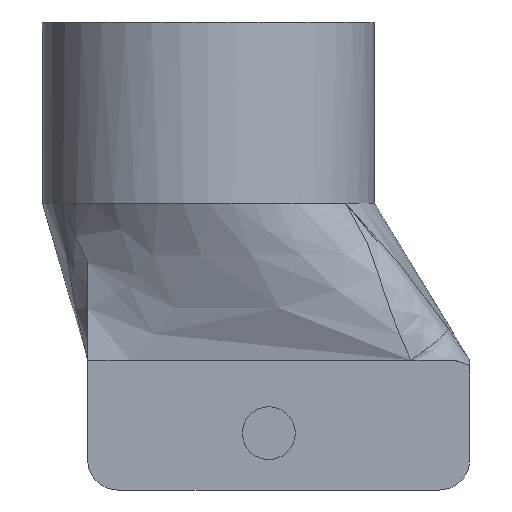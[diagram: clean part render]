
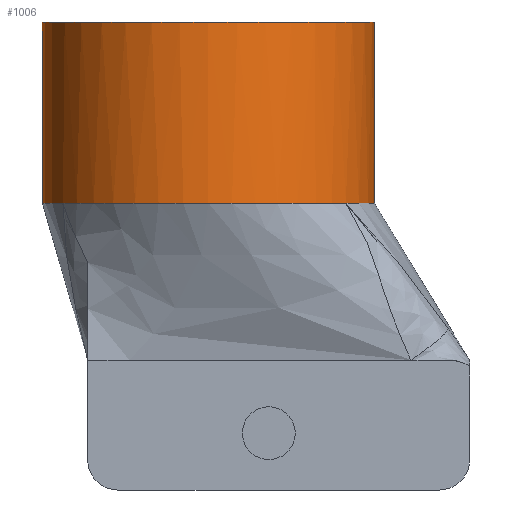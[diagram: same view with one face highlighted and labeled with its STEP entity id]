
A CAD part, left-side view. The second image highlights one B-rep face of the part: STEP entity #1006.
In plain terms, the highlighted cylindrical face has radius 11 mm (diameter 22 mm), a full revolution.
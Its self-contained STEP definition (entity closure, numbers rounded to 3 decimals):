
#112=FACE_OUTER_BOUND('',#167,.T.);
#167=EDGE_LOOP('',(#799,#800,#801,#802,#803,#804,#805,#806,#807,#808));
#245=LINE('',#2067,#338);
#338=VECTOR('',#1229,11.);
#396=CIRCLE('',#1068,11.);
#397=CIRCLE('',#1069,11.);
#398=CIRCLE('',#1070,11.);
#400=CIRCLE('',#1072,11.);
#404=CIRCLE('',#1082,11.);
#405=CIRCLE('',#1083,11.);
#406=CIRCLE('',#1084,11.);
#407=CIRCLE('',#1085,11.);
#448=VERTEX_POINT('',#1493);
#451=VERTEX_POINT('',#1540);
#452=VERTEX_POINT('',#1552);
#453=VERTEX_POINT('',#1554);
#457=VERTEX_POINT('',#1735);
#480=VERTEX_POINT('',#2065);
#481=VERTEX_POINT('',#2068);
#482=VERTEX_POINT('',#2070);
#563=EDGE_CURVE('',#452,#451,#396,.T.);
#564=EDGE_CURVE('',#453,#452,#397,.T.);
#565=EDGE_CURVE('',#448,#453,#398,.T.);
#573=EDGE_CURVE('',#451,#457,#400,.T.);
#605=EDGE_CURVE('',#480,#480,#404,.T.);
#606=EDGE_CURVE('',#480,#453,#245,.T.);
#607=EDGE_CURVE('',#457,#481,#405,.T.);
#608=EDGE_CURVE('',#481,#482,#406,.T.);
#609=EDGE_CURVE('',#482,#448,#407,.T.);
#799=ORIENTED_EDGE('',*,*,#605,.F.);
#800=ORIENTED_EDGE('',*,*,#606,.T.);
#801=ORIENTED_EDGE('',*,*,#564,.T.);
#802=ORIENTED_EDGE('',*,*,#563,.T.);
#803=ORIENTED_EDGE('',*,*,#573,.T.);
#804=ORIENTED_EDGE('',*,*,#607,.T.);
#805=ORIENTED_EDGE('',*,*,#608,.T.);
#806=ORIENTED_EDGE('',*,*,#609,.T.);
#807=ORIENTED_EDGE('',*,*,#565,.T.);
#808=ORIENTED_EDGE('',*,*,#606,.F.);
#977=CYLINDRICAL_SURFACE('',#1081,11.);
#1006=ADVANCED_FACE('',(#112),#977,.T.);
#1068=AXIS2_PLACEMENT_3D('',#1553,#1185,#1186);
#1069=AXIS2_PLACEMENT_3D('',#1555,#1187,#1188);
#1070=AXIS2_PLACEMENT_3D('',#1556,#1189,#1190);
#1072=AXIS2_PLACEMENT_3D('',#1737,#1196,#1197);
#1081=AXIS2_PLACEMENT_3D('',#2064,#1225,#1226);
#1082=AXIS2_PLACEMENT_3D('',#2066,#1227,#1228);
#1083=AXIS2_PLACEMENT_3D('',#2069,#1230,#1231);
#1084=AXIS2_PLACEMENT_3D('',#2071,#1232,#1233);
#1085=AXIS2_PLACEMENT_3D('',#2072,#1234,#1235);
#1185=DIRECTION('center_axis',(0.,0.,1.));
#1186=DIRECTION('ref_axis',(1.,0.,0.));
#1187=DIRECTION('center_axis',(0.,0.,1.));
#1188=DIRECTION('ref_axis',(1.,0.,0.));
#1189=DIRECTION('center_axis',(0.,0.,1.));
#1190=DIRECTION('ref_axis',(1.,0.,0.));
#1196=DIRECTION('center_axis',(0.,0.,1.));
#1197=DIRECTION('ref_axis',(1.,0.,0.));
#1225=DIRECTION('center_axis',(0.,0.,1.));
#1226=DIRECTION('ref_axis',(1.,0.,0.));
#1227=DIRECTION('center_axis',(0.,0.,1.));
#1228=DIRECTION('ref_axis',(1.,0.,0.));
#1229=DIRECTION('',(0.,0.,-1.));
#1230=DIRECTION('center_axis',(0.,0.,1.));
#1231=DIRECTION('ref_axis',(1.,0.,0.));
#1232=DIRECTION('center_axis',(0.,0.,1.));
#1233=DIRECTION('ref_axis',(1.,0.,0.));
#1234=DIRECTION('center_axis',(0.,0.,1.));
#1235=DIRECTION('ref_axis',(1.,0.,0.));
#1493=CARTESIAN_POINT('',(-32.799,-19.416,64.056));
#1540=CARTESIAN_POINT('',(-33.672,-38.161,64.056));
#1552=CARTESIAN_POINT('',(-37.512,-33.612,64.056));
#1553=CARTESIAN_POINT('Origin',(-27.5,-29.056,64.056));
#1554=CARTESIAN_POINT('',(-38.5,-29.056,64.056));
#1555=CARTESIAN_POINT('Origin',(-27.5,-29.056,64.056));
#1556=CARTESIAN_POINT('Origin',(-27.5,-29.056,64.056));
#1735=CARTESIAN_POINT('',(-22.201,-38.695,64.056));
#1737=CARTESIAN_POINT('Origin',(-27.5,-29.056,64.056));
#2064=CARTESIAN_POINT('Origin',(-27.5,-29.056,64.056));
#2065=CARTESIAN_POINT('',(-38.5,-29.056,76.056));
#2066=CARTESIAN_POINT('Origin',(-27.5,-29.056,76.056));
#2067=CARTESIAN_POINT('',(-38.5,-29.056,64.056));
#2068=CARTESIAN_POINT('',(-18.095,-34.76,64.056));
#2069=CARTESIAN_POINT('Origin',(-27.5,-29.056,64.056));
#2070=CARTESIAN_POINT('',(-21.328,-19.95,64.056));
#2071=CARTESIAN_POINT('Origin',(-27.5,-29.056,64.056));
#2072=CARTESIAN_POINT('Origin',(-27.5,-29.056,64.056));
